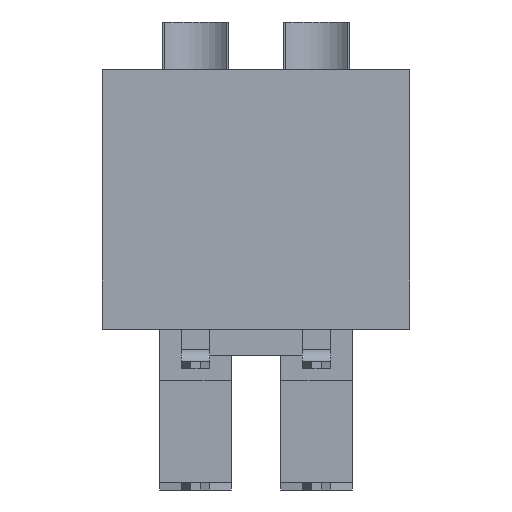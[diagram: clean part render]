
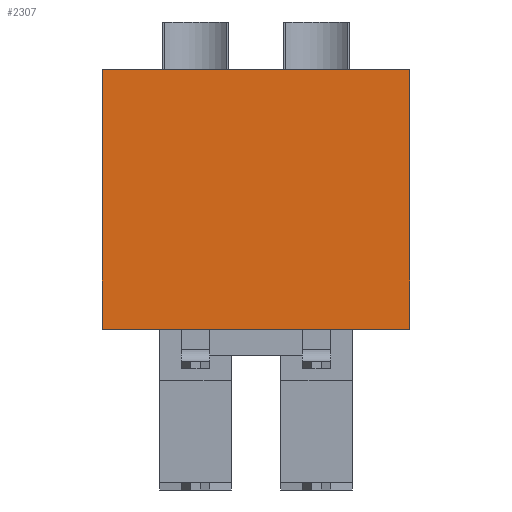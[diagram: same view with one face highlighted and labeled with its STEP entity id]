
A CAD part, front view. The second image highlights one B-rep face of the part: STEP entity #2307.
In plain terms, the highlighted planar face has unit normal (0, -1, 0).
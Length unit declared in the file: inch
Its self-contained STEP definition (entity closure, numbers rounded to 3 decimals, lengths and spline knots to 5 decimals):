
#2190=CARTESIAN_POINT('',(0.12677,-0.19488,0.10709));
#2191=VERTEX_POINT('',#2190);
#2198=CARTESIAN_POINT('',(0.12677,-0.19488,-0.10709));
#2199=VERTEX_POINT('',#2198);
#2200=CARTESIAN_POINT('',(0.12677,-0.19488,-0.10709));
#2201=DIRECTION('',(0.0,0.0,1.0));
#2202=VECTOR('',#2201,0.21417);
#2203=LINE('',#2200,#2202);
#2204=EDGE_CURVE('',#2199,#2191,#2203,.T.);
#2277=CARTESIAN_POINT('',(-0.13945,-0.19488,0.1178));
#2278=DIRECTION('',(0.0,-1.0,0.0));
#2279=DIRECTION('',(0.0,0.0,-1.0));
#2280=AXIS2_PLACEMENT_3D('',#2277,#2278,#2279);
#2281=PLANE('',#2280);
#2282=ORIENTED_EDGE('',*,*,#2204,.T.);
#2283=CARTESIAN_POINT('',(-0.12677,-0.19488,0.10709));
#2284=VERTEX_POINT('',#2283);
#2285=CARTESIAN_POINT('',(-0.12677,-0.19488,0.10709));
#2286=DIRECTION('',(1.0,0.0,0.0));
#2287=VECTOR('',#2286,0.25354);
#2288=LINE('',#2285,#2287);
#2289=EDGE_CURVE('',#2284,#2191,#2288,.T.);
#2290=ORIENTED_EDGE('',*,*,#2289,.F.);
#2291=CARTESIAN_POINT('',(-0.12677,-0.19488,-0.10709));
#2292=VERTEX_POINT('',#2291);
#2293=CARTESIAN_POINT('',(-0.12677,-0.19488,0.10709));
#2294=DIRECTION('',(0.0,0.0,-1.0));
#2295=VECTOR('',#2294,0.21417);
#2296=LINE('',#2293,#2295);
#2297=EDGE_CURVE('',#2284,#2292,#2296,.T.);
#2298=ORIENTED_EDGE('',*,*,#2297,.T.);
#2299=CARTESIAN_POINT('',(0.12677,-0.19488,-0.10709));
#2300=DIRECTION('',(-1.0,0.0,0.0));
#2301=VECTOR('',#2300,0.25354);
#2302=LINE('',#2299,#2301);
#2303=EDGE_CURVE('',#2199,#2292,#2302,.T.);
#2304=ORIENTED_EDGE('',*,*,#2303,.F.);
#2305=EDGE_LOOP('',(#2282,#2290,#2298,#2304));
#2306=FACE_OUTER_BOUND('',#2305,.T.);
#2307=ADVANCED_FACE('',(#2306),#2281,.T.);
